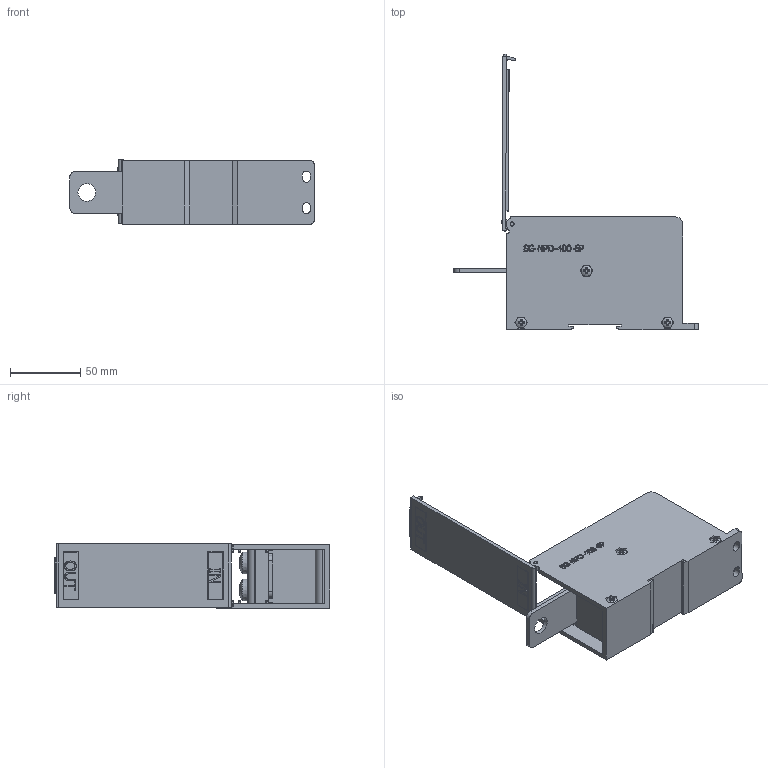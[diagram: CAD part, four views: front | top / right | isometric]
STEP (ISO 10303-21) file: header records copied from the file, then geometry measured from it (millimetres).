
FILE_DESCRIPTION(/* description */ (''),/* implementation_level */ '2;1');
FILE_NAME(/* name */ '',/* time_stamp */ '2025-11-12T16:56:04+09:00',/* author */ ('7890'),/* organization */ (''),/* preprocessor_version */ 'ST-DEVELOPER v20.1',/* originating_system */ 'Autodesk Inventor 2026',/* authorisation */ '');
FILE_SCHEMA (('AUTOMOTIVE_DESIGN { 1 0 10303 214 3 1 1 }'));
Length unit declared in the file: millimetre
Products named in the file (5): NPD-400-6P 조립품; NPD-400-6P 본체; DIN 7985 (H) - M4x40-H; DIN 7985 (H) - M8x12-H; NPD-400-8P 커버
Assembly tree (11 placements, depth 2):
  NPD-400-6P 조립품
    NPD-400-6P 본체
    DIN 7985 (H) - M4x40-H  x3
    DIN 7985 (H) - M8x12-H  x6
    NPD-400-8P 커버
Bounding box: 173.4 x 195.49 x 45.6 mm (x, y, z)
Volume: 264033.5 mm3; surface area: 78440.1 mm2
Topology: 11 solids, 11 shells, 993 faces, 2642 edges, 1728 vertices
Faces by surface type: plane 540, cylinder 153, cone 135, bspline 119, sphere 33, torus 13
Full cylindrical faces by diameter (mm): 2.4 x2, 3 x2, 3.65 x3, 4 x3, 4.3 x5, 7.375 x6, 8 x6, 8.3 x2, 8.4 x4, 12.5 x1
Entity records: 23295 total; most frequent: CARTESIAN_POINT 5693, ORIENTED_EDGE 3828, DIRECTION 3234, EDGE_CURVE 1914, LINE 1262, VECTOR 1262, VERTEX_POINT 1245, AXIS2_PLACEMENT_3D 986
